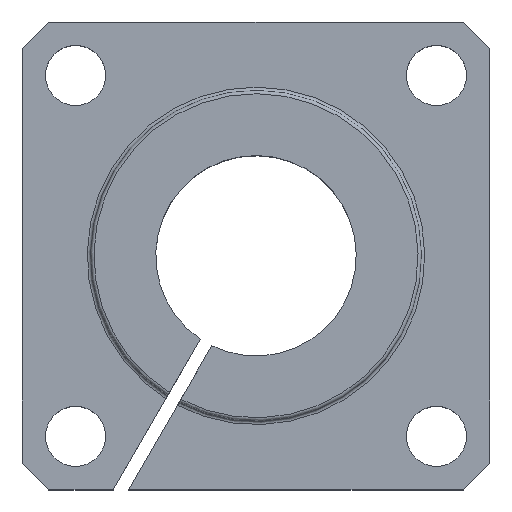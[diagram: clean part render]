
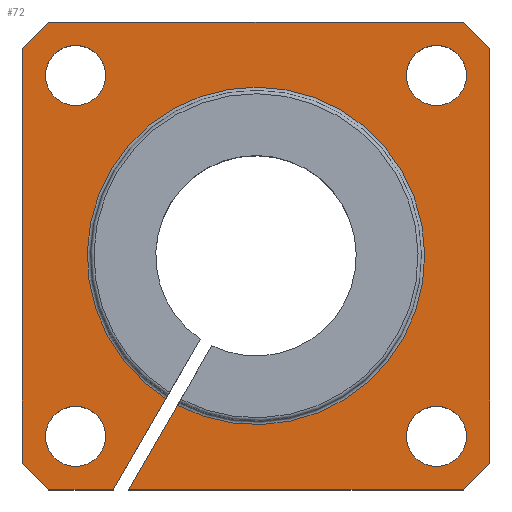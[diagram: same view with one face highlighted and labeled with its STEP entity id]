
A CAD part, top view. The second image highlights one B-rep face of the part: STEP entity #72.
In plain terms, the highlighted planar face has unit normal (0, 0, 1).
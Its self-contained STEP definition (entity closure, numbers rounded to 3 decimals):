
#72 = ADVANCED_FACE( '', ( #161, #162, #163, #164, #165 ), #166, .T. );
#161 = FACE_BOUND( '', #274, .T. );
#162 = FACE_BOUND( '', #275, .T. );
#163 = FACE_BOUND( '', #276, .T. );
#164 = FACE_BOUND( '', #277, .T. );
#165 = FACE_OUTER_BOUND( '', #278, .T. );
#166 = PLANE( '', #279 );
#274 = EDGE_LOOP( '', ( #425 ) );
#275 = EDGE_LOOP( '', ( #426 ) );
#276 = EDGE_LOOP( '', ( #427 ) );
#277 = EDGE_LOOP( '', ( #428 ) );
#278 = EDGE_LOOP( '', ( #429, #430, #431, #432, #433, #434, #435, #436, #437, #438, #439, #440 ) );
#279 = AXIS2_PLACEMENT_3D( '', #441, #442, #443 );
#425 = ORIENTED_EDGE( '', *, *, #634, .F. );
#426 = ORIENTED_EDGE( '', *, *, #628, .F. );
#427 = ORIENTED_EDGE( '', *, *, #635, .F. );
#428 = ORIENTED_EDGE( '', *, *, #636, .F. );
#429 = ORIENTED_EDGE( '', *, *, #599, .T. );
#430 = ORIENTED_EDGE( '', *, *, #622, .T. );
#431 = ORIENTED_EDGE( '', *, *, #594, .T. );
#432 = ORIENTED_EDGE( '', *, *, #637, .T. );
#433 = ORIENTED_EDGE( '', *, *, #611, .T. );
#434 = ORIENTED_EDGE( '', *, *, #638, .T. );
#435 = ORIENTED_EDGE( '', *, *, #605, .T. );
#436 = ORIENTED_EDGE( '', *, *, #639, .T. );
#437 = ORIENTED_EDGE( '', *, *, #640, .T. );
#438 = ORIENTED_EDGE( '', *, *, #641, .T. );
#439 = ORIENTED_EDGE( '', *, *, #642, .T. );
#440 = ORIENTED_EDGE( '', *, *, #643, .T. );
#441 = CARTESIAN_POINT( '', ( 0., 0., 19. ) );
#442 = DIRECTION( '', ( 0., 0., 1. ) );
#443 = DIRECTION( '', ( 1., 0., 0. ) );
#594 = EDGE_CURVE( '', #694, #691, #695, .T. );
#599 = EDGE_CURVE( '', #703, #700, #704, .T. );
#605 = EDGE_CURVE( '', #714, #712, #715, .T. );
#611 = EDGE_CURVE( '', #719, #723, #725, .T. );
#622 = EDGE_CURVE( '', #700, #694, #742, .T. );
#628 = EDGE_CURVE( '', #751, #751, #752, .T. );
#634 = EDGE_CURVE( '', #758, #758, #759, .T. );
#635 = EDGE_CURVE( '', #760, #760, #761, .T. );
#636 = EDGE_CURVE( '', #762, #762, #763, .T. );
#637 = EDGE_CURVE( '', #691, #719, #764, .T. );
#638 = EDGE_CURVE( '', #723, #714, #765, .T. );
#639 = EDGE_CURVE( '', #712, #766, #767, .T. );
#640 = EDGE_CURVE( '', #766, #768, #769, .T. );
#641 = EDGE_CURVE( '', #768, #770, #771, .T. );
#642 = EDGE_CURVE( '', #770, #772, #773, .T. );
#643 = EDGE_CURVE( '', #772, #703, #774, .T. );
#691 = VERTEX_POINT( '', #834 );
#694 = VERTEX_POINT( '', #842 );
#695 = CIRCLE( '', #843, 25.25 );
#700 = VERTEX_POINT( '', #853 );
#703 = VERTEX_POINT( '', #857 );
#704 = LINE( '', #858, #859 );
#712 = VERTEX_POINT( '', #870 );
#714 = VERTEX_POINT( '', #873 );
#715 = LINE( '', #874, #875 );
#719 = VERTEX_POINT( '', #880 );
#723 = VERTEX_POINT( '', #886 );
#725 = LINE( '', #889, #890 );
#742 = LINE( '', #932, #933 );
#751 = VERTEX_POINT( '', #942 );
#752 = CIRCLE( '', #943, 4.5 );
#758 = VERTEX_POINT( '', #949 );
#759 = CIRCLE( '', #950, 4.5 );
#760 = VERTEX_POINT( '', #951 );
#761 = CIRCLE( '', #952, 4.5 );
#762 = VERTEX_POINT( '', #953 );
#763 = CIRCLE( '', #954, 4.5 );
#764 = LINE( '', #955, #956 );
#765 = LINE( '', #957, #958 );
#766 = VERTEX_POINT( '', #959 );
#767 = LINE( '', #960, #961 );
#768 = VERTEX_POINT( '', #962 );
#769 = LINE( '', #963, #964 );
#770 = VERTEX_POINT( '', #965 );
#771 = LINE( '', #966, #967 );
#772 = VERTEX_POINT( '', #968 );
#773 = LINE( '', #969, #970 );
#774 = LINE( '', #971, #972 );
#834 = CARTESIAN_POINT( '', ( -11.749, 12.65, 19. ) );
#842 = CARTESIAN_POINT( '', ( -13.481, 13.65, 19. ) );
#843 = AXIS2_PLACEMENT_3D( '', #1046, #1047, #1048 );
#853 = CARTESIAN_POINT( '', ( -21.362, 0., 19. ) );
#857 = CARTESIAN_POINT( '', ( -31., 0., 19. ) );
#858 = CARTESIAN_POINT( '', ( -31., 0., 19. ) );
#859 = VECTOR( '', #1053, 1000. );
#870 = CARTESIAN_POINT( '', ( 35., 66., 19. ) );
#873 = CARTESIAN_POINT( '', ( 35., 4., 19. ) );
#874 = CARTESIAN_POINT( '', ( 35., 4., 19. ) );
#875 = VECTOR( '', #1058, 1000. );
#880 = CARTESIAN_POINT( '', ( -19.053, 0., 19. ) );
#886 = CARTESIAN_POINT( '', ( 31., 0., 19. ) );
#889 = CARTESIAN_POINT( '', ( -31., 0., 19. ) );
#890 = VECTOR( '', #1063, 1000. );
#932 = CARTESIAN_POINT( '', ( -16.021, 9.25, 19. ) );
#933 = VECTOR( '', #1076, 1000. );
#942 = CARTESIAN_POINT( '', ( -22.5, 62., 19. ) );
#943 = AXIS2_PLACEMENT_3D( '', #1086, #1087, #1088 );
#949 = CARTESIAN_POINT( '', ( -22.5, 8., 19. ) );
#950 = AXIS2_PLACEMENT_3D( '', #1095, #1096, #1097 );
#951 = CARTESIAN_POINT( '', ( 31.5, 8., 19. ) );
#952 = AXIS2_PLACEMENT_3D( '', #1098, #1099, #1100 );
#953 = CARTESIAN_POINT( '', ( 31.5, 62., 19. ) );
#954 = AXIS2_PLACEMENT_3D( '', #1101, #1102, #1103 );
#955 = CARTESIAN_POINT( '', ( -14.289, 8.25, 19. ) );
#956 = VECTOR( '', #1104, 1000. );
#957 = CARTESIAN_POINT( '', ( 31., 0., 19. ) );
#958 = VECTOR( '', #1105, 1000. );
#959 = CARTESIAN_POINT( '', ( 31., 70., 19. ) );
#960 = CARTESIAN_POINT( '', ( 35., 66., 19. ) );
#961 = VECTOR( '', #1106, 1000. );
#962 = CARTESIAN_POINT( '', ( -31., 70., 19. ) );
#963 = CARTESIAN_POINT( '', ( 31., 70., 19. ) );
#964 = VECTOR( '', #1107, 1000. );
#965 = CARTESIAN_POINT( '', ( -35., 66., 19. ) );
#966 = CARTESIAN_POINT( '', ( -31., 70., 19. ) );
#967 = VECTOR( '', #1108, 1000. );
#968 = CARTESIAN_POINT( '', ( -35., 4., 19. ) );
#969 = CARTESIAN_POINT( '', ( -35., 66., 19. ) );
#970 = VECTOR( '', #1109, 1000. );
#971 = CARTESIAN_POINT( '', ( -35., 4., 19. ) );
#972 = VECTOR( '', #1110, 1000. );
#1046 = CARTESIAN_POINT( '', ( 0., 35., 19. ) );
#1047 = DIRECTION( '', ( 0., 0., -1. ) );
#1048 = DIRECTION( '', ( -1., 0., 0. ) );
#1053 = DIRECTION( '', ( 1., 0., 0. ) );
#1058 = DIRECTION( '', ( 0., 1., 0. ) );
#1063 = DIRECTION( '', ( 1., 0., 0. ) );
#1076 = DIRECTION( '', ( 0.5, 0.866, 0. ) );
#1086 = CARTESIAN_POINT( '', ( -27., 62., 19. ) );
#1087 = DIRECTION( '', ( 0., 0., 1. ) );
#1088 = DIRECTION( '', ( 1., 0., 0. ) );
#1095 = CARTESIAN_POINT( '', ( -27., 8., 19. ) );
#1096 = DIRECTION( '', ( 0., 0., 1. ) );
#1097 = DIRECTION( '', ( 1., 0., 0. ) );
#1098 = CARTESIAN_POINT( '', ( 27., 8., 19. ) );
#1099 = DIRECTION( '', ( 0., 0., 1. ) );
#1100 = DIRECTION( '', ( 1., 0., 0. ) );
#1101 = CARTESIAN_POINT( '', ( 27., 62., 19. ) );
#1102 = DIRECTION( '', ( 0., 0., 1. ) );
#1103 = DIRECTION( '', ( 1., 0., 0. ) );
#1104 = DIRECTION( '', ( -0.5, -0.866, 0. ) );
#1105 = DIRECTION( '', ( 0.707, 0.707, 0. ) );
#1106 = DIRECTION( '', ( -0.707, 0.707, 0. ) );
#1107 = DIRECTION( '', ( -1., 0., 0. ) );
#1108 = DIRECTION( '', ( -0.707, -0.707, 0. ) );
#1109 = DIRECTION( '', ( 0., -1., 0. ) );
#1110 = DIRECTION( '', ( 0.707, -0.707, 0. ) );
